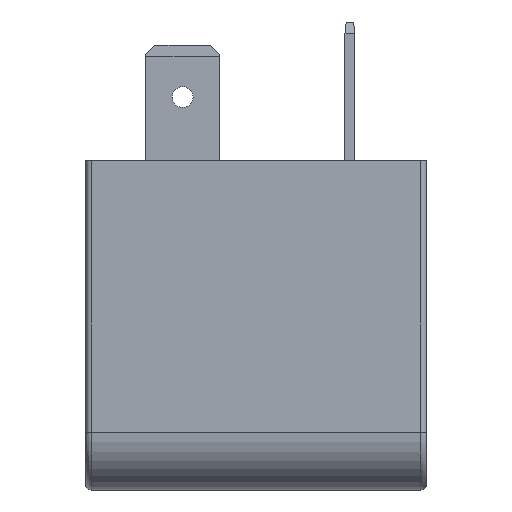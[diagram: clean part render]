
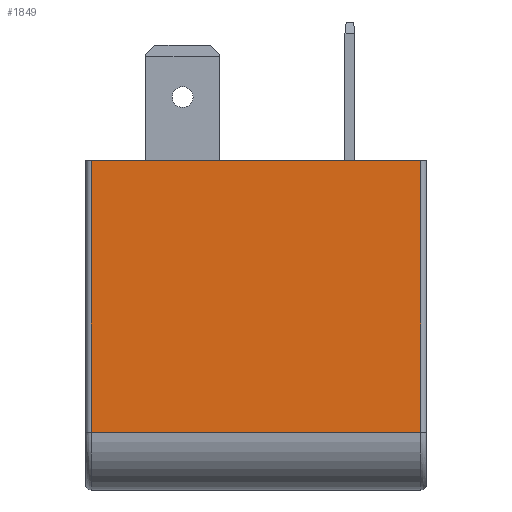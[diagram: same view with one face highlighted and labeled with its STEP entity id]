
A CAD part, left-side view. The second image highlights one B-rep face of the part: STEP entity #1849.
In plain terms, the highlighted planar face has unit normal (-1, 0, 0).
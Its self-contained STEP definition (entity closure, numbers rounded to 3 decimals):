
#113 = DIRECTION ( 'NONE',  ( 1., 0., 0. ) ) ;
#263 = VERTEX_POINT ( 'NONE', #1833 ) ;
#366 = ORIENTED_EDGE ( 'NONE', *, *, #619, .F. ) ;
#396 = EDGE_CURVE ( 'NONE', #263, #1455, #523, .T. ) ;
#404 = LINE ( 'NONE', #794, #1471 ) ;
#411 = CARTESIAN_POINT ( 'NONE',  ( -10.9, 13.75, 14.25 ) ) ;
#446 = DIRECTION ( 'NONE',  ( 0., 1., 0. ) ) ;
#523 = LINE ( 'NONE', #695, #2200 ) ;
#619 = EDGE_CURVE ( 'NONE', #968, #263, #1477, .T. ) ;
#695 = CARTESIAN_POINT ( 'NONE',  ( -10.9, 14.25, 14.25 ) ) ;
#706 = CARTESIAN_POINT ( 'NONE',  ( -10.9, 13.75, -9.25 ) ) ;
#794 = CARTESIAN_POINT ( 'NONE',  ( -10.9, 14.25, -9.25 ) ) ;
#819 = LINE ( 'NONE', #1530, #2059 ) ;
#880 = ORIENTED_EDGE ( 'NONE', *, *, #1484, .F. ) ;
#950 = VECTOR ( 'NONE', #1427, 1000. ) ;
#955 = PLANE ( 'NONE',  #1763 ) ;
#968 = VERTEX_POINT ( 'NONE', #706 ) ;
#969 = CARTESIAN_POINT ( 'NONE',  ( -10.9, -14.75, -9.25 ) ) ;
#1045 = ORIENTED_EDGE ( 'NONE', *, *, #396, .F. ) ;
#1312 = VERTEX_POINT ( 'NONE', #969 ) ;
#1314 = DIRECTION ( 'NONE',  ( 0., 1., 0. ) ) ;
#1427 = DIRECTION ( 'NONE',  ( 0., 0., 1. ) ) ;
#1455 = VERTEX_POINT ( 'NONE', #2016 ) ;
#1471 = VECTOR ( 'NONE', #446, 1000. ) ;
#1477 = LINE ( 'NONE', #411, #950 ) ;
#1484 = EDGE_CURVE ( 'NONE', #1455, #1312, #819, .T. ) ;
#1530 = CARTESIAN_POINT ( 'NONE',  ( -10.9, -14.75, 14.25 ) ) ;
#1557 = DIRECTION ( 'NONE',  ( 0., -1., 0. ) ) ;
#1610 = FACE_OUTER_BOUND ( 'NONE', #2152, .T. ) ;
#1763 = AXIS2_PLACEMENT_3D ( 'NONE', #2158, #113, #1314 ) ;
#1827 = EDGE_CURVE ( 'NONE', #1312, #968, #404, .T. ) ;
#1833 = CARTESIAN_POINT ( 'NONE',  ( -10.9, 13.75, 14.25 ) ) ;
#1849 = ADVANCED_FACE ( 'NONE', ( #1610 ), #955, .F. ) ;
#1872 = DIRECTION ( 'NONE',  ( 0., 0., -1. ) ) ;
#2016 = CARTESIAN_POINT ( 'NONE',  ( -10.9, -14.75, 14.25 ) ) ;
#2059 = VECTOR ( 'NONE', #1872, 1000. ) ;
#2125 = ORIENTED_EDGE ( 'NONE', *, *, #1827, .F. ) ;
#2152 = EDGE_LOOP ( 'NONE', ( #366, #2125, #880, #1045 ) ) ;
#2158 = CARTESIAN_POINT ( 'NONE',  ( -10.9, 14.25, 14.25 ) ) ;
#2200 = VECTOR ( 'NONE', #1557, 1000. ) ;
